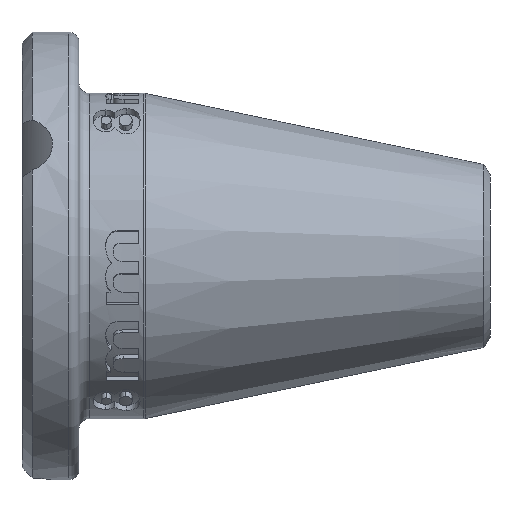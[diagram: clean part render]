
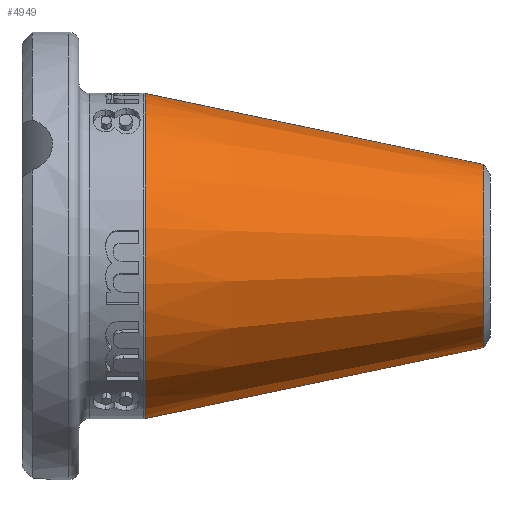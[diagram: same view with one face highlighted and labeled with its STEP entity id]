
A CAD part, left-side view. The second image highlights one B-rep face of the part: STEP entity #4949.
In plain terms, the highlighted conical face has half-angle 11.837 degrees and reference radius 4.5 mm.
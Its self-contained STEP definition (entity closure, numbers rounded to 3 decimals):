
#279 = LINE ( 'NONE', #17975, #7528 ) ;
#934 = CARTESIAN_POINT ( 'NONE',  ( 0., 16.949, 7.989 ) ) ;
#1249 = CARTESIAN_POINT ( 'NONE',  ( 0., 0.3, -4.5 ) ) ;
#1447 = VERTEX_POINT ( 'NONE', #13834 ) ;
#2165 = DIRECTION ( 'NONE',  ( 0., 0., -1. ) ) ;
#2714 = DIRECTION ( 'NONE',  ( 0., 1., 0. ) ) ;
#2883 = CARTESIAN_POINT ( 'NONE',  ( 0., 0.3, 0. ) ) ;
#2888 = VECTOR ( 'NONE', #8634, 1000. ) ;
#3029 = DIRECTION ( 'NONE',  ( 0., 0., 1. ) ) ;
#3242 = AXIS2_PLACEMENT_3D ( 'NONE', #4249, #8650, #2165 ) ;
#4249 = CARTESIAN_POINT ( 'NONE',  ( 0., 16.949, 0. ) ) ;
#4340 = DIRECTION ( 'NONE',  ( 0., -1., 0. ) ) ;
#4949 = ADVANCED_FACE ( 'NONE', ( #15589 ), #18869, .T. ) ;
#7234 = CIRCLE ( 'NONE', #3242, 7.989 ) ;
#7528 = VECTOR ( 'NONE', #14809, 1000. ) ;
#7794 = EDGE_CURVE ( 'NONE', #14742, #1447, #279, .T. ) ;
#8634 = DIRECTION ( 'NONE',  ( 0., 0.979, 0.205 ) ) ;
#8650 = DIRECTION ( 'NONE',  ( 0., -1., 0. ) ) ;
#9203 = ORIENTED_EDGE ( 'NONE', *, *, #10680, .F. ) ;
#9810 = AXIS2_PLACEMENT_3D ( 'NONE', #15693, #2714, #3029 ) ;
#10296 = LINE ( 'NONE', #18166, #2888 ) ;
#10680 = EDGE_CURVE ( 'NONE', #11804, #14742, #20269, .T. ) ;
#10806 = ORIENTED_EDGE ( 'NONE', *, *, #15188, .T. ) ;
#11804 = VERTEX_POINT ( 'NONE', #17214 ) ;
#11929 = EDGE_LOOP ( 'NONE', ( #12601, #9203, #10806, #14664 ) ) ;
#12322 = VERTEX_POINT ( 'NONE', #934 ) ;
#12601 = ORIENTED_EDGE ( 'NONE', *, *, #7794, .F. ) ;
#13834 = CARTESIAN_POINT ( 'NONE',  ( 0., 16.949, -7.989 ) ) ;
#14541 = AXIS2_PLACEMENT_3D ( 'NONE', #2883, #4340, #18797 ) ;
#14664 = ORIENTED_EDGE ( 'NONE', *, *, #19089, .T. ) ;
#14742 = VERTEX_POINT ( 'NONE', #1249 ) ;
#14809 = DIRECTION ( 'NONE',  ( 0., 0.979, -0.205 ) ) ;
#15188 = EDGE_CURVE ( 'NONE', #11804, #12322, #10296, .T. ) ;
#15589 = FACE_OUTER_BOUND ( 'NONE', #11929, .T. ) ;
#15693 = CARTESIAN_POINT ( 'NONE',  ( 0., 0.3, 0. ) ) ;
#17214 = CARTESIAN_POINT ( 'NONE',  ( 0., 0.3, 4.5 ) ) ;
#17975 = CARTESIAN_POINT ( 'NONE',  ( 0., 0.3, -4.5 ) ) ;
#18166 = CARTESIAN_POINT ( 'NONE',  ( 0., 0.3, 4.5 ) ) ;
#18797 = DIRECTION ( 'NONE',  ( 0., 0., -1. ) ) ;
#18869 = CONICAL_SURFACE ( 'NONE', #9810, 4.5, 0.207 ) ;
#19089 = EDGE_CURVE ( 'NONE', #12322, #1447, #7234, .T. ) ;
#20269 = CIRCLE ( 'NONE', #14541, 4.5 ) ;
